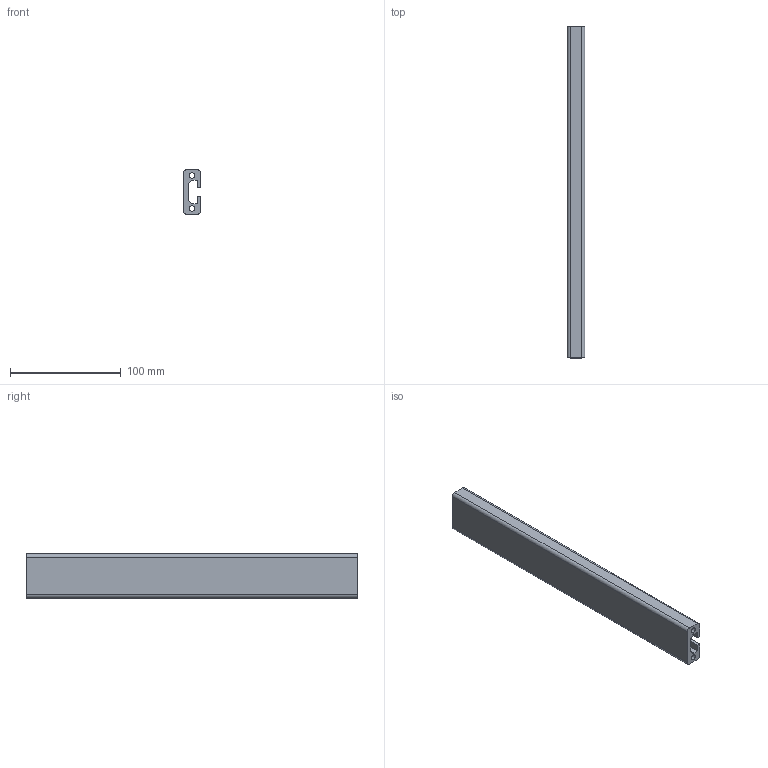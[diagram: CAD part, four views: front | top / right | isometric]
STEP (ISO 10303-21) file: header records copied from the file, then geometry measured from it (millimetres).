
FILE_DESCRIPTION (( 'STEP AP214' ), '1' );
FILE_NAME ('1728153011095.step', '2024-10-05T18:30:33', ( 'Windows User' ), ( '' ), 'SwSTEP 2.0', 'SolidWorks 2011', '' );
FILE_SCHEMA (( 'AUTOMOTIVE_DESIGN' ));
Length unit declared in the file: millimetre
Products named in the file (2): 1.09.016040.14SPx300.00(1); 1728153011095
Assembly tree (1 placements, depth 2):
  1728153011095
    1.09.016040.14SPx300.00(1)
Bounding box: 16 x 300 x 40 mm (x, y, z)
Volume: 120885.9 mm3; surface area: 55490.8 mm2
Topology: 1 solids, 1 shells, 28 faces, 78 edges, 52 vertices
Faces by surface type: plane 16, cylinder 12
Entity records: 980 total; most frequent: DIRECTION 166, CARTESIAN_POINT 162, ORIENTED_EDGE 156, EDGE_CURVE 78, AXIS2_PLACEMENT_3D 56, LINE 54, VECTOR 54, VERTEX_POINT 52
